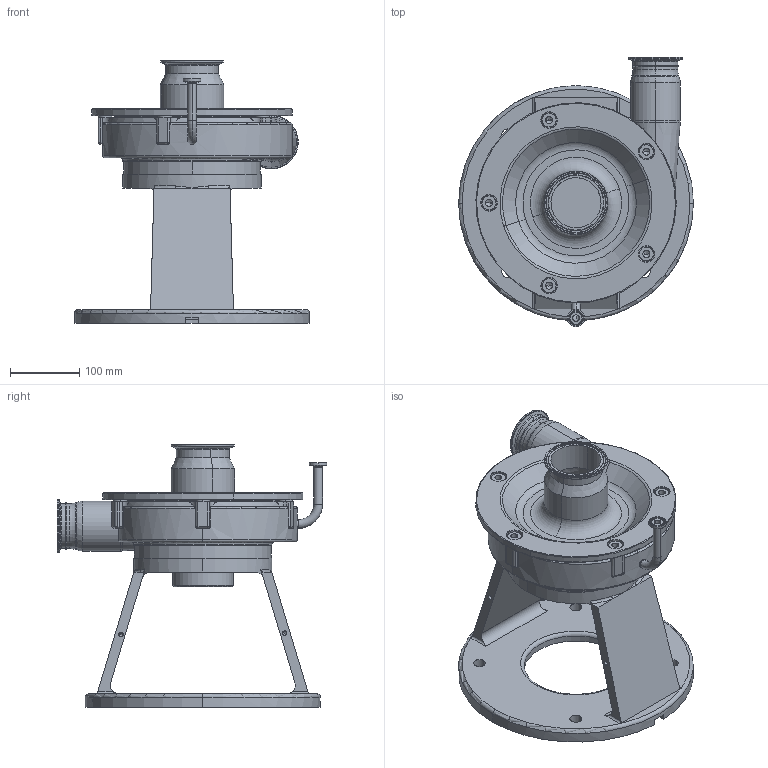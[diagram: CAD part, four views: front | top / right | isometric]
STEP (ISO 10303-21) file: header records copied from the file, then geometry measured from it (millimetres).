
FILE_DESCRIPTION (( 'STEP AP214' ), '1' );
FILE_NAME ('FPX 3541-3542 320TC VERT 1-2 In ELBOW FRONT DRAIN.STEP', '2023-01-16T20:27:57', ( '' ), ( '' ), 'SwSTEP 2.0', 'SolidWorks 2021', '' );
FILE_SCHEMA (( 'AUTOMOTIVE_DESIGN' ));
Length unit declared in the file: millimetre
Products named in the file (1): FPX 3541-3542 320TC VERT 1-2 In ELBOW FRONT DRAIN
Bounding box: 340 x 390.7 x 380.5 mm (x, y, z)
Volume: 6516321.2 mm3; surface area: 696154.1 mm2
Topology: 1 solids, 2 shells, 553 faces, 1318 edges, 760 vertices
Faces by surface type: cylinder 183, torus 100, bspline 83, plane 82, cone 80, sphere 25
Entity records: 20058 total; most frequent: CARTESIAN_POINT 7673, DIRECTION 2718, ORIENTED_EDGE 2546, EDGE_CURVE 1273, AXIS2_PLACEMENT_3D 1183, VERTEX_POINT 758, CIRCLE 712, EDGE_LOOP 609
